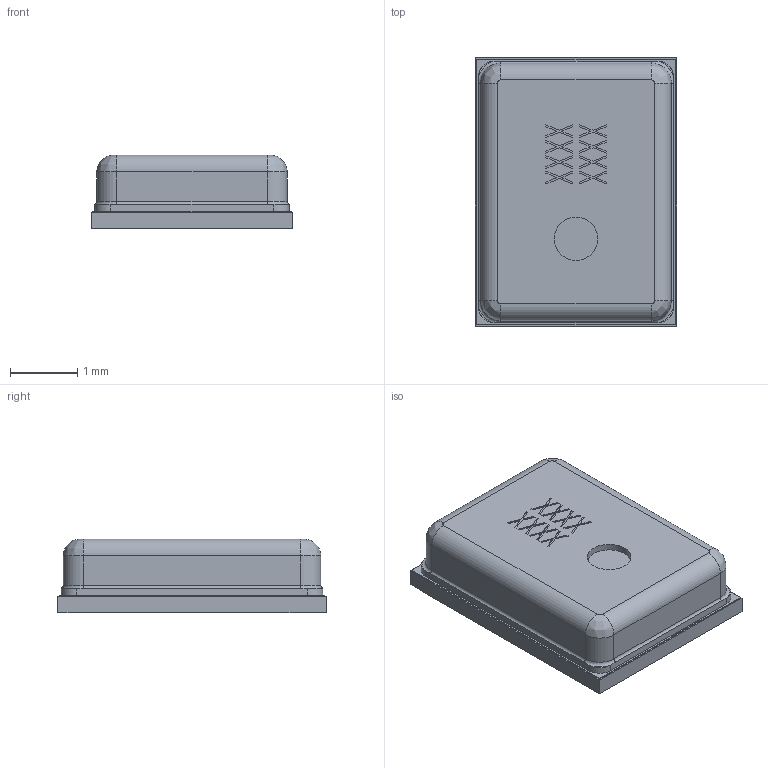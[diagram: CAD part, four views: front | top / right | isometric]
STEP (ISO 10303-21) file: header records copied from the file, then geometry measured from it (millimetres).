
FILE_DESCRIPTION((''),'2;1');
FILE_NAME('SDM4030T261FN2-01','2023-07-19T',('Administrator'),(''),'PRO/ENGINEER BY PARAMETRIC TECHNOLOGY CORPORATION, 2009360','PRO/ENGINEER BY PARAMETRIC TECHNOLOGY CORPORATION, 2009360','');
FILE_SCHEMA(('CONFIG_CONTROL_DESIGN', 'GEOMETRIC_VALIDATION_PROPERTIES_MIM'));
Length unit declared in the file: millimetre
Products named in the file (1): SDM4030T261FN2-01
Bounding box: 3 x 4 x 1.1 mm (x, y, z)
Volume: 4.8 mm3; surface area: 65.1 mm2
Topology: 1 solids, 1 shells, 247 faces, 636 edges, 416 vertices
Faces by surface type: plane 213, cylinder 26, torus 4, bspline 4
Entity records: 8106 total; most frequent: CARTESIAN_POINT 1466, ORIENTED_EDGE 1272, DIRECTION 1166, EDGE_CURVE 636, VECTOR 544, LINE 544, VERTEX_POINT 416, AXIS2_PLACEMENT_3D 311
